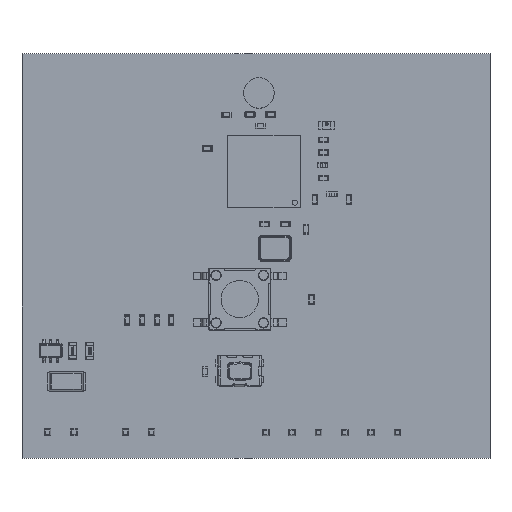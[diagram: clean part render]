
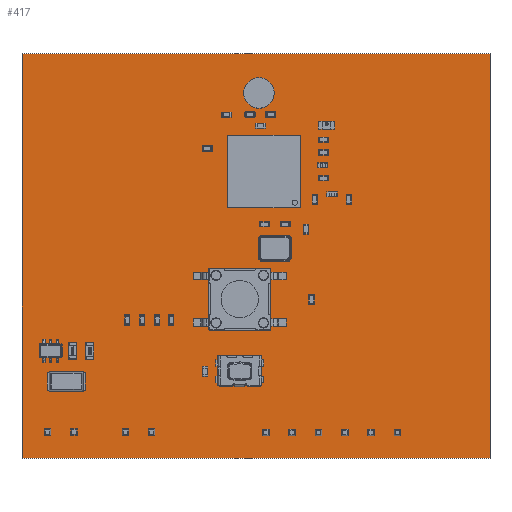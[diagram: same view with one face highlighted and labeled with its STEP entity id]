
A CAD part, top view. The second image highlights one B-rep face of the part: STEP entity #417.
In plain terms, the highlighted planar face has unit normal (0, 0, 1).
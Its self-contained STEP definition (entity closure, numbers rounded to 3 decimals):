
#288 = VERTEX_POINT('',#289);
#289 = CARTESIAN_POINT('',(0.,0.,1.59));
#295 = EDGE_CURVE('',#288,#296,#298,.T.);
#296 = VERTEX_POINT('',#297);
#297 = CARTESIAN_POINT('',(0.,39.03,1.59));
#298 = LINE('',#299,#300);
#299 = CARTESIAN_POINT('',(0.,0.,1.59));
#300 = VECTOR('',#301,1.);
#301 = DIRECTION('',(0.,1.,0.));
#326 = EDGE_CURVE('',#296,#327,#329,.T.);
#327 = VERTEX_POINT('',#328);
#328 = CARTESIAN_POINT('',(45.2,39.03,1.59));
#329 = LINE('',#330,#331);
#330 = CARTESIAN_POINT('',(0.,39.03,1.59));
#331 = VECTOR('',#332,1.);
#332 = DIRECTION('',(1.,0.,0.));
#357 = EDGE_CURVE('',#327,#358,#360,.T.);
#358 = VERTEX_POINT('',#359);
#359 = CARTESIAN_POINT('',(45.2,0.,1.59));
#360 = LINE('',#361,#362);
#361 = CARTESIAN_POINT('',(45.2,39.03,1.59));
#362 = VECTOR('',#363,1.);
#363 = DIRECTION('',(0.,-1.,0.));
#388 = EDGE_CURVE('',#358,#288,#389,.T.);
#389 = LINE('',#390,#391);
#390 = CARTESIAN_POINT('',(45.2,0.,1.59));
#391 = VECTOR('',#392,1.);
#392 = DIRECTION('',(-1.,0.,0.));
#417 = ADVANCED_FACE('',(#418),#424,.T.);
#418 = FACE_BOUND('',#419,.F.);
#419 = EDGE_LOOP('',(#420,#421,#422,#423));
#420 = ORIENTED_EDGE('',*,*,#295,.T.);
#421 = ORIENTED_EDGE('',*,*,#326,.T.);
#422 = ORIENTED_EDGE('',*,*,#357,.T.);
#423 = ORIENTED_EDGE('',*,*,#388,.T.);
#424 = PLANE('',#425);
#425 = AXIS2_PLACEMENT_3D('',#426,#427,#428);
#426 = CARTESIAN_POINT('',(0.,0.,1.59));
#427 = DIRECTION('',(0.,0.,1.));
#428 = DIRECTION('',(1.,0.,0.));
